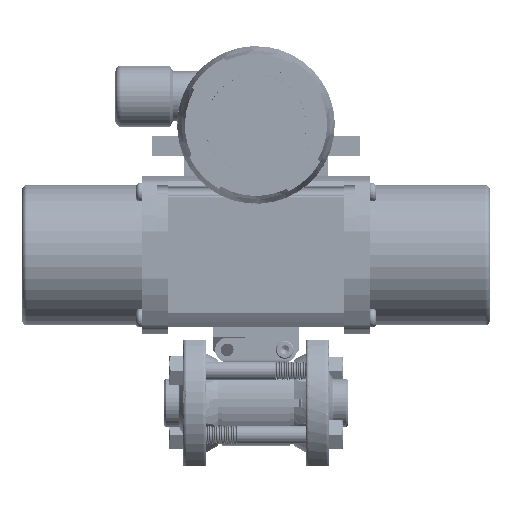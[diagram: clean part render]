
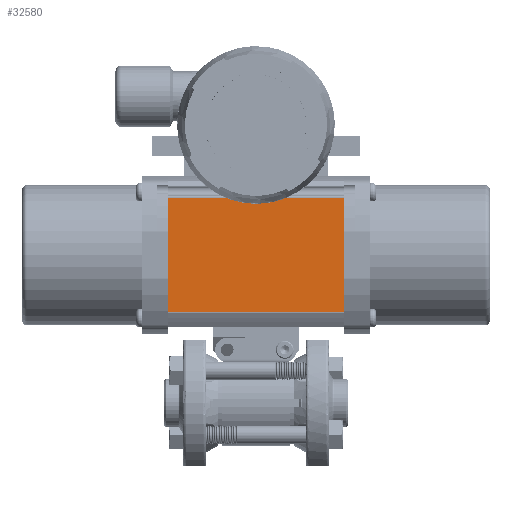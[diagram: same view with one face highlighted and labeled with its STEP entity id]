
A CAD part, top view. The second image highlights one B-rep face of the part: STEP entity #32580.
In plain terms, the highlighted planar face has unit normal (0, 0, 1).
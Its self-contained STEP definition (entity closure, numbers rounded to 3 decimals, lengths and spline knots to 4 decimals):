
#1141 = ORIENTED_EDGE ( 'NONE', *, *, #50300, .T. ) ;
#4276 = VERTEX_POINT ( 'NONE', #66266 ) ;
#11480 = EDGE_CURVE ( 'NONE', #4276, #175600, #156413, .T. ) ;
#16094 = LINE ( 'NONE', #142760, #164262 ) ;
#19026 = VECTOR ( 'NONE', #61339, 39.3701 ) ;
#23181 = VECTOR ( 'NONE', #61746, 39.3701 ) ;
#32580 = ADVANCED_FACE ( 'NONE', ( #166336 ), #141812, .F. ) ;
#44059 = CARTESIAN_POINT ( 'NONE',  ( -5.0403, 3.5621, 1.17 ) ) ;
#50300 = EDGE_CURVE ( 'NONE', #121070, #196678, #194859, .T. ) ;
#57430 = VECTOR ( 'NONE', #92267, 39.3701 ) ;
#61339 = DIRECTION ( 'NONE',  ( -1., 0., 0. ) ) ;
#61746 = DIRECTION ( 'NONE',  ( 0., -1., 0. ) ) ;
#66266 = CARTESIAN_POINT ( 'NONE',  ( 1.5275, 3.5621, 1.17 ) ) ;
#92267 = DIRECTION ( 'NONE',  ( 1., 0., 0. ) ) ;
#92338 = ORIENTED_EDGE ( 'NONE', *, *, #150924, .F. ) ;
#106098 = EDGE_CURVE ( 'NONE', #4276, #196678, #109234, .T. ) ;
#109234 = LINE ( 'NONE', #164984, #23181 ) ;
#121070 = VERTEX_POINT ( 'NONE', #167453 ) ;
#124455 = CARTESIAN_POINT ( 'NONE',  ( -5.0403, 3.5694, 1.17 ) ) ;
#126273 = CARTESIAN_POINT ( 'NONE',  ( 1.5275, 1.5679, 1.17 ) ) ;
#141812 = PLANE ( 'NONE',  #199435 ) ;
#142760 = CARTESIAN_POINT ( 'NONE',  ( -1.5275, 3.5694, 1.17 ) ) ;
#145171 = CARTESIAN_POINT ( 'NONE',  ( -1.5275, 3.5621, 1.17 ) ) ;
#147686 = ORIENTED_EDGE ( 'NONE', *, *, #106098, .F. ) ;
#150924 = EDGE_CURVE ( 'NONE', #121070, #175600, #16094, .T. ) ;
#156413 = LINE ( 'NONE', #44059, #19026 ) ;
#159151 = DIRECTION ( 'NONE',  ( 0., -1., 0. ) ) ;
#160092 = DIRECTION ( 'NONE',  ( 0., 1., 0. ) ) ;
#164262 = VECTOR ( 'NONE', #160092, 39.3701 ) ;
#164984 = CARTESIAN_POINT ( 'NONE',  ( 1.5275, 3.5694, 1.17 ) ) ;
#166336 = FACE_OUTER_BOUND ( 'NONE', #174541, .T. ) ;
#167453 = CARTESIAN_POINT ( 'NONE',  ( -1.5275, 1.5679, 1.17 ) ) ;
#167777 = ORIENTED_EDGE ( 'NONE', *, *, #11480, .T. ) ;
#174541 = EDGE_LOOP ( 'NONE', ( #147686, #167777, #92338, #1141 ) ) ;
#175600 = VERTEX_POINT ( 'NONE', #145171 ) ;
#192231 = DIRECTION ( 'NONE',  ( 0., 0., -1. ) ) ;
#194859 = LINE ( 'NONE', #195412, #57430 ) ;
#195412 = CARTESIAN_POINT ( 'NONE',  ( -5.0403, 1.5679, 1.17 ) ) ;
#196678 = VERTEX_POINT ( 'NONE', #126273 ) ;
#199435 = AXIS2_PLACEMENT_3D ( 'NONE', #124455, #192231, #159151 ) ;
